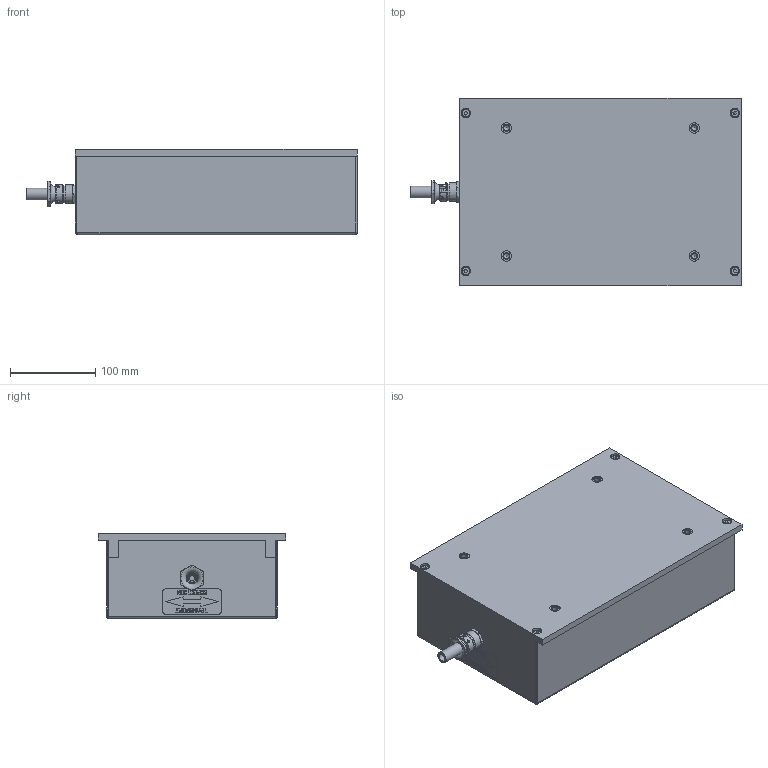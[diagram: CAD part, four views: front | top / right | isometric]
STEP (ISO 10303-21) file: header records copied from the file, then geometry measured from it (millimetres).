
FILE_DESCRIPTION(/* description */ (''),/* implementation_level */ '2;1');
FILE_NAME(/* name */ 'EDAR203302.stp',/* time_stamp */ '2023-03-27T11:09:08+02:00',/* author */ ('dk'),/* organization */ (''),/* preprocessor_version */ 'ST-DEVELOPER v18.1',/* originating_system */ 'Autodesk Inventor 2021',/* authorisation */ '');
FILE_SCHEMA (('AUTOMOTIVE_DESIGN { 1 0 10303 214 3 1 1 }'));
Length unit declared in the file: millimetre
Products named in the file (1): Part3
Bounding box: 387.6 x 220 x 100 mm (x, y, z)
Volume: 5347510.5 mm3; surface area: 899593.6 mm2
Topology: 7 solids, 13 shells, 968 faces, 2509 edges, 1649 vertices
Faces by surface type: plane 607, bspline 202, cylinder 110, cone 37, torus 12
Full cylindrical faces by diameter (mm): 2.459 x2, 5.2 x2, 6 x14, 6.5 x1, 6.647 x4, 7.5 x2, 8.2 x4, 9.4 x1, 9.5 x1, 10 x4, 11 x4, 12 x4, 12.1 x4, 13.6 x1, 16 x1, 18.8 x1, 20 x2, 20.2 x1, 21.8 x1, 22 x1
Entity records: 31710 total; most frequent: CARTESIAN_POINT 8260, ORIENTED_EDGE 5002, DIRECTION 3832, EDGE_CURVE 2501, LINE 1706, VECTOR 1706, VERTEX_POINT 1649, EDGE_LOOP 1098
